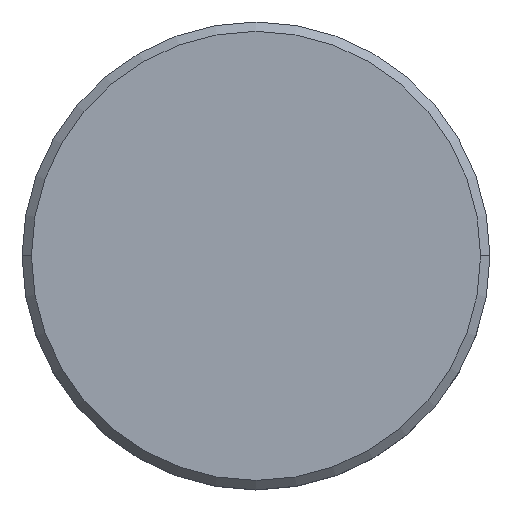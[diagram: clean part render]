
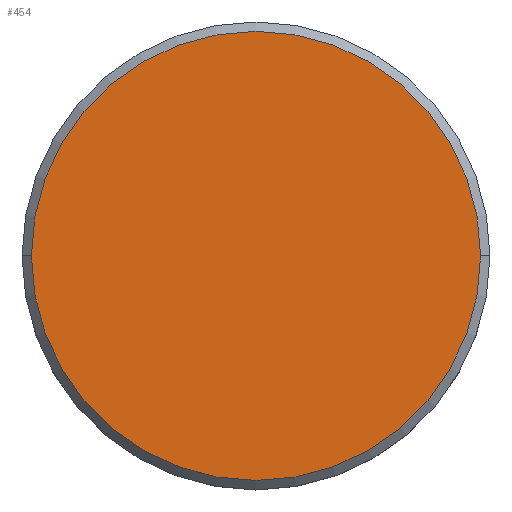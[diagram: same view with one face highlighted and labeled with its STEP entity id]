
A CAD part, top view. The second image highlights one B-rep face of the part: STEP entity #454.
In plain terms, the highlighted planar face has unit normal (0, 0, 1).
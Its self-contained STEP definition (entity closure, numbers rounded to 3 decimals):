
#40 = PLANE ( 'NONE',  #346 ) ;
#84 = DIRECTION ( 'NONE',  ( 1., 0., 0. ) ) ;
#112 = VERTEX_POINT ( 'NONE', #863 ) ;
#164 = CARTESIAN_POINT ( 'NONE',  ( 0., 0., 0. ) ) ;
#177 = ORIENTED_EDGE ( 'NONE', *, *, #341, .T. ) ;
#279 = DIRECTION ( 'NONE',  ( 0., 0., 1. ) ) ;
#302 = DIRECTION ( 'NONE',  ( 1., 0., 0. ) ) ;
#337 = FACE_OUTER_BOUND ( 'NONE', #339, .T. ) ;
#339 = EDGE_LOOP ( 'NONE', ( #177, #944 ) ) ;
#341 = EDGE_CURVE ( 'NONE', #860, #112, #623, .T. ) ;
#346 = AXIS2_PLACEMENT_3D ( 'NONE', #604, #1155, #786 ) ;
#415 = AXIS2_PLACEMENT_3D ( 'NONE', #850, #656, #302 ) ;
#454 = ADVANCED_FACE ( 'NONE', ( #337 ), #40, .T. ) ;
#604 = CARTESIAN_POINT ( 'NONE',  ( 0., 0., 0. ) ) ;
#623 = CIRCLE ( 'NONE', #415, 12. ) ;
#651 = EDGE_CURVE ( 'NONE', #112, #860, #1068, .T. ) ;
#656 = DIRECTION ( 'NONE',  ( 0., 0., 1. ) ) ;
#657 = CARTESIAN_POINT ( 'NONE',  ( -12., 0., 0. ) ) ;
#786 = DIRECTION ( 'NONE',  ( 1., 0., 0. ) ) ;
#850 = CARTESIAN_POINT ( 'NONE',  ( 0., 0., 0. ) ) ;
#860 = VERTEX_POINT ( 'NONE', #657 ) ;
#863 = CARTESIAN_POINT ( 'NONE',  ( 12., 0., 0. ) ) ;
#944 = ORIENTED_EDGE ( 'NONE', *, *, #651, .T. ) ;
#992 = AXIS2_PLACEMENT_3D ( 'NONE', #164, #279, #84 ) ;
#1068 = CIRCLE ( 'NONE', #992, 12. ) ;
#1155 = DIRECTION ( 'NONE',  ( 0., 0., 1. ) ) ;
